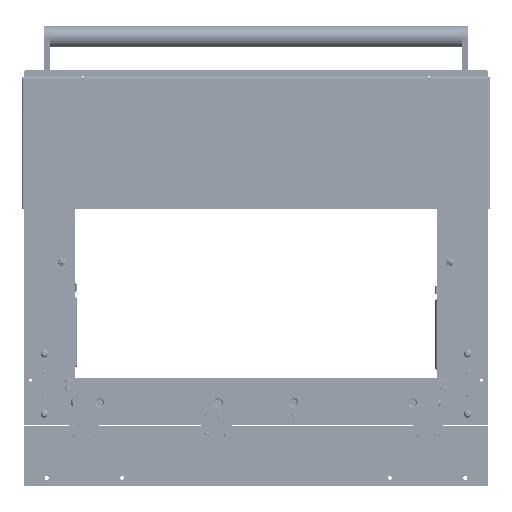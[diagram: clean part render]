
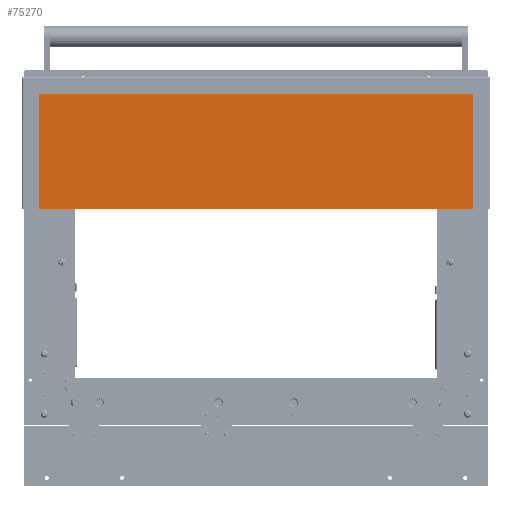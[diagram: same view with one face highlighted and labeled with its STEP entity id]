
A CAD part, front view. The second image highlights one B-rep face of the part: STEP entity #75270.
In plain terms, the highlighted face is planar.
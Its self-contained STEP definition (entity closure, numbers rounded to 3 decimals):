
#1448 = EDGE_CURVE ( 'NONE', #57355, #31579, #49277, .T. ) ;
#1780 = VECTOR ( 'NONE', #53397, 1000. ) ;
#2883 = VECTOR ( 'NONE', #34264, 1000. ) ;
#3082 = CARTESIAN_POINT ( 'NONE',  ( 175., -22., -30. ) ) ;
#5741 = CARTESIAN_POINT ( 'NONE',  ( 175., 130.836, -30. ) ) ;
#7035 = LINE ( 'NONE', #42993, #70828 ) ;
#8674 = EDGE_CURVE ( 'NONE', #25953, #31579, #19107, .T. ) ;
#15203 = EDGE_LOOP ( 'NONE', ( #30019, #23994, #54722, #64066 ) ) ;
#18011 = VECTOR ( 'NONE', #71848, 1000. ) ;
#19107 = LINE ( 'NONE', #38536, #18011 ) ;
#19551 = DIRECTION ( 'NONE',  ( 1., 0., 0. ) ) ;
#21053 = CARTESIAN_POINT ( 'NONE',  ( 175., -600., -30. ) ) ;
#21272 = AXIS2_PLACEMENT_3D ( 'NONE', #5741, #58988, #19551 ) ;
#23994 = ORIENTED_EDGE ( 'NONE', *, *, #75084, .T. ) ;
#25953 = VERTEX_POINT ( 'NONE', #21053 ) ;
#30019 = ORIENTED_EDGE ( 'NONE', *, *, #1448, .F. ) ;
#31579 = VERTEX_POINT ( 'NONE', #39881 ) ;
#33562 = CARTESIAN_POINT ( 'NONE',  ( 22.177, 130.836, -30. ) ) ;
#33842 = LINE ( 'NONE', #48090, #2883 ) ;
#34264 = DIRECTION ( 'NONE',  ( 0., -1., 0. ) ) ;
#34558 = VERTEX_POINT ( 'NONE', #3082 ) ;
#38536 = CARTESIAN_POINT ( 'NONE',  ( 175., -600., -30. ) ) ;
#39881 = CARTESIAN_POINT ( 'NONE',  ( 22.177, -600., -30. ) ) ;
#42993 = CARTESIAN_POINT ( 'NONE',  ( 175., -22., -30. ) ) ;
#44670 = PLANE ( 'NONE',  #21272 ) ;
#46936 = CARTESIAN_POINT ( 'NONE',  ( 22.177, -22., -30. ) ) ;
#48090 = CARTESIAN_POINT ( 'NONE',  ( 175., 130.836, -30. ) ) ;
#48723 = EDGE_CURVE ( 'NONE', #34558, #25953, #33842, .T. ) ;
#49277 = LINE ( 'NONE', #33562, #1780 ) ;
#53397 = DIRECTION ( 'NONE',  ( 0., -1., 0. ) ) ;
#54722 = ORIENTED_EDGE ( 'NONE', *, *, #48723, .T. ) ;
#57355 = VERTEX_POINT ( 'NONE', #46936 ) ;
#58988 = DIRECTION ( 'NONE',  ( 0., 0., 1. ) ) ;
#64066 = ORIENTED_EDGE ( 'NONE', *, *, #8674, .T. ) ;
#69797 = FACE_OUTER_BOUND ( 'NONE', #15203, .T. ) ;
#70828 = VECTOR ( 'NONE', #76024, 1000. ) ;
#71848 = DIRECTION ( 'NONE',  ( -1., 0., 0. ) ) ;
#75084 = EDGE_CURVE ( 'NONE', #57355, #34558, #7035, .T. ) ;
#75270 = ADVANCED_FACE ( 'NONE', ( #69797 ), #44670, .F. ) ;
#76024 = DIRECTION ( 'NONE',  ( 1., 0., 0. ) ) ;
